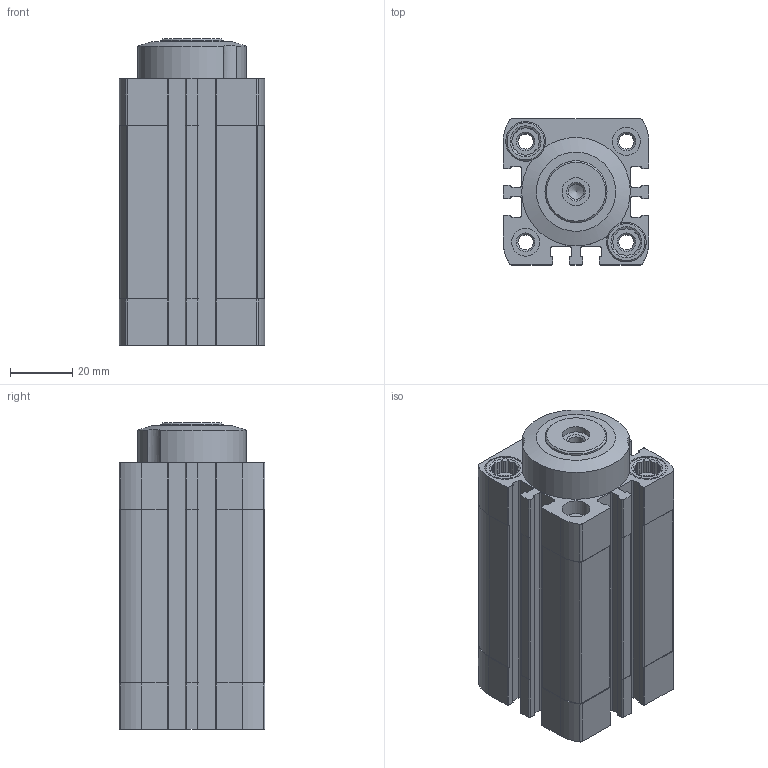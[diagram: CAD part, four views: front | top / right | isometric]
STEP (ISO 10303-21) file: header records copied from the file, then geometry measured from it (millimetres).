
FILE_DESCRIPTION(/* description */ ('STEP AP214'),/* implementation_level */ '2;1');
FILE_NAME(/* name */ '576110_DFSP-32-25-DF-PA',/* time_stamp */ '2024-08-15T10:30:29+02:00',/* author */ ('License CC BY-ND 4.0'),/* organization */ ('CADENAS'),/* preprocessor_version */ 'ST-DEVELOPER v19.3',/* originating_system */ 'PARTsolutions',/* authorisation */ ' ');
FILE_SCHEMA (('AUTOMOTIVE_DESIGN {1 0 10303 214 3 1 1}'));
Length unit declared in the file: millimetre
Products named in the file (3): 576110 DFSP-32-25-DF-PA---(0); 575168 DFSP-32-25_g; 575168 DFSP-32-25-F_ks
Assembly tree (2 placements, depth 2):
  576110 DFSP-32-25-DF-PA---(0)
    575168 DFSP-32-25_g
    575168 DFSP-32-25-F_ks
Bounding box: 47 x 47 x 99 mm (x, y, z)
Volume: 153413.8 mm3; surface area: 49261.7 mm2
Topology: 2 solids, 2 shells, 409 faces, 1124 edges, 745 vertices
Faces by surface type: plane 212, cylinder 175, cone 21, sphere 1
Full cylindrical faces by diameter (mm): 4.917 x9, 6.917 x4, 8.566 x2, 9 x6, 12.8 x4, 20 x2, 32 x2
Entity records: 12898 total; most frequent: CARTESIAN_POINT 2503, DIRECTION 2158, ORIENTED_EDGE 2122, EDGE_CURVE 1061, AXIS2_PLACEMENT_3D 783, VERTEX_POINT 734, LINE 592, VECTOR 592
